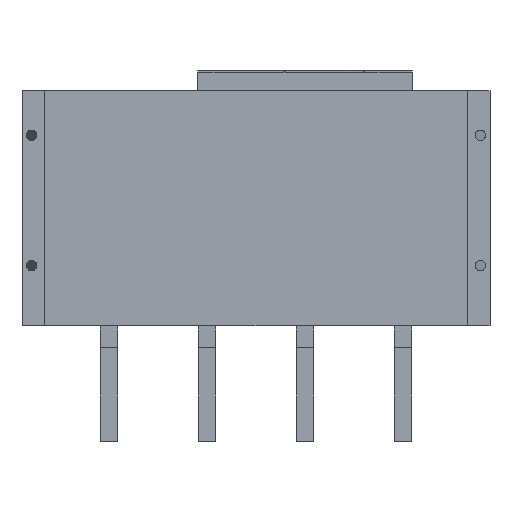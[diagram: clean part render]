
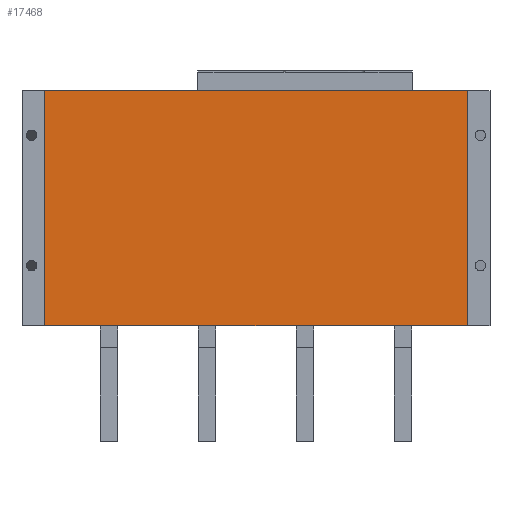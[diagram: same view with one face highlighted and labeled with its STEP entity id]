
A CAD part, front view. The second image highlights one B-rep face of the part: STEP entity #17468.
In plain terms, the highlighted planar face has unit normal (0, -1, 0).
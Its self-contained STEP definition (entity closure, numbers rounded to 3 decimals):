
#321 = EDGE_CURVE ( 'NONE', #16371, #20105, #19183, .T. ) ;
#700 = DIRECTION ( 'NONE',  ( 1., 0., 0. ) ) ;
#1314 = CARTESIAN_POINT ( 'NONE',  ( 243.5, 0., -271. ) ) ;
#3352 = PLANE ( 'NONE',  #20291 ) ;
#4373 = VECTOR ( 'NONE', #14382, 1000. ) ;
#5217 = ORIENTED_EDGE ( 'NONE', *, *, #7922, .F. ) ;
#5793 = LINE ( 'NONE', #20487, #12841 ) ;
#6309 = VERTEX_POINT ( 'NONE', #20500 ) ;
#7384 = VECTOR ( 'NONE', #9253, 1000. ) ;
#7900 = DIRECTION ( 'NONE',  ( 0., -1., 0. ) ) ;
#7922 = EDGE_CURVE ( 'NONE', #8146, #6309, #18794, .T. ) ;
#8146 = VERTEX_POINT ( 'NONE', #18137 ) ;
#8484 = ORIENTED_EDGE ( 'NONE', *, *, #15145, .T. ) ;
#9253 = DIRECTION ( 'NONE',  ( 1., 0., 0. ) ) ;
#10227 = ORIENTED_EDGE ( 'NONE', *, *, #17999, .F. ) ;
#10429 = DIRECTION ( 'NONE',  ( 0., 0., 1. ) ) ;
#10491 = LINE ( 'NONE', #11087, #4373 ) ;
#11087 = CARTESIAN_POINT ( 'NONE',  ( -243.5, 0., -271. ) ) ;
#11169 = CARTESIAN_POINT ( 'NONE',  ( 243.5, 0., -271. ) ) ;
#12841 = VECTOR ( 'NONE', #10429, 1000. ) ;
#13045 = EDGE_LOOP ( 'NONE', ( #5217, #10227, #19444, #8484 ) ) ;
#14354 = DIRECTION ( 'NONE',  ( 1., 0., 0. ) ) ;
#14382 = DIRECTION ( 'NONE',  ( 0., 0., 1. ) ) ;
#14936 = VECTOR ( 'NONE', #700, 1000. ) ;
#15145 = EDGE_CURVE ( 'NONE', #20105, #6309, #5793, .T. ) ;
#16143 = CARTESIAN_POINT ( 'NONE',  ( -243.5, 0., -271. ) ) ;
#16371 = VERTEX_POINT ( 'NONE', #16143 ) ;
#17468 = ADVANCED_FACE ( 'NONE', ( #18049 ), #3352, .T. ) ;
#17999 = EDGE_CURVE ( 'NONE', #16371, #8146, #10491, .T. ) ;
#18049 = FACE_OUTER_BOUND ( 'NONE', #13045, .T. ) ;
#18137 = CARTESIAN_POINT ( 'NONE',  ( -243.5, 0., 0. ) ) ;
#18794 = LINE ( 'NONE', #20383, #14936 ) ;
#19183 = LINE ( 'NONE', #1314, #7384 ) ;
#19409 = CARTESIAN_POINT ( 'NONE',  ( 243.5, 0., -271. ) ) ;
#19444 = ORIENTED_EDGE ( 'NONE', *, *, #321, .T. ) ;
#20105 = VERTEX_POINT ( 'NONE', #19409 ) ;
#20291 = AXIS2_PLACEMENT_3D ( 'NONE', #11169, #7900, #14354 ) ;
#20383 = CARTESIAN_POINT ( 'NONE',  ( 243.5, 0., 0. ) ) ;
#20487 = CARTESIAN_POINT ( 'NONE',  ( 243.5, 0., -271. ) ) ;
#20500 = CARTESIAN_POINT ( 'NONE',  ( 243.5, 0., 0. ) ) ;
